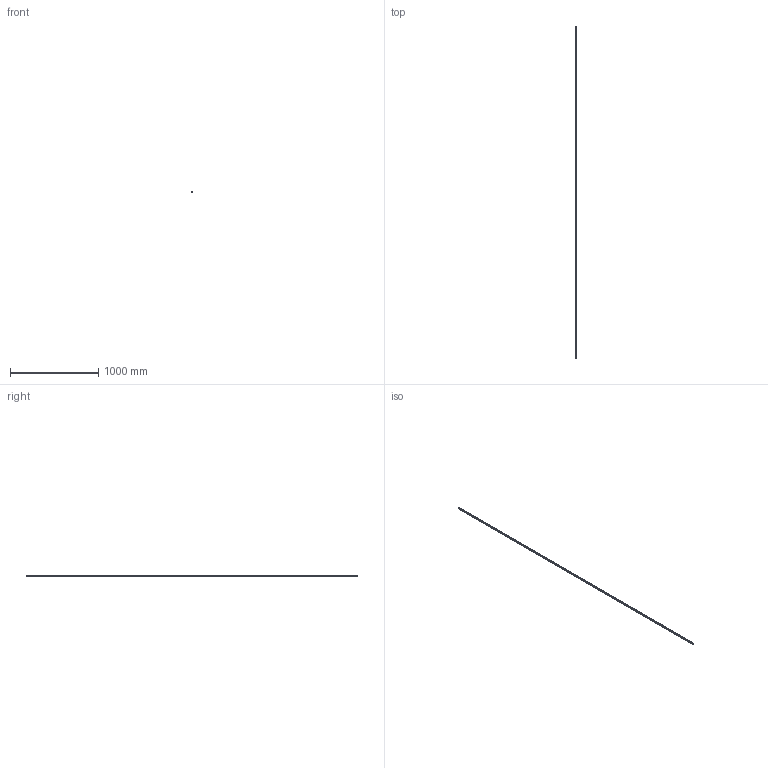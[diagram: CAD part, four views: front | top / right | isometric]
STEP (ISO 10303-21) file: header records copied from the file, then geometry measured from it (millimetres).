
FILE_DESCRIPTION(('STEP AP214'),'1');
FILE_NAME('cctmp_5E6ED8A7-E867-40CD-890F-9D41B25C1297_2021_02_03_11_12_58_0646..stp','2021-02-03T10:12:58',('HIWIN GmbH'),('CADClick - www.CADClick.com'),'Spatial InterOp 3D',' ','unknown authorization');
FILE_SCHEMA(('AUTOMOTIVE_DESIGN'));
Length unit declared in the file: millimetre
Products named in the file (1): EGR15U3770C_FILE
Bounding box: 15 x 3770 x 12.5 mm (x, y, z)
Volume: 600510.8 mm3; surface area: 229531.2 mm2
Topology: 1 solids, 1 shells, 733 faces, 1803 edges, 1202 vertices
Faces by surface type: cylinder 396, plane 337
Entity records: 28089 total; most frequent: DIRECTION 4315, CARTESIAN_POINT 3739, ORIENTED_EDGE 3606, EDGE_CURVE 1803, AXIS2_PLACEMENT_3D 1778, VERTEX_POINT 1202, EDGE_LOOP 863, CIRCLE 792
